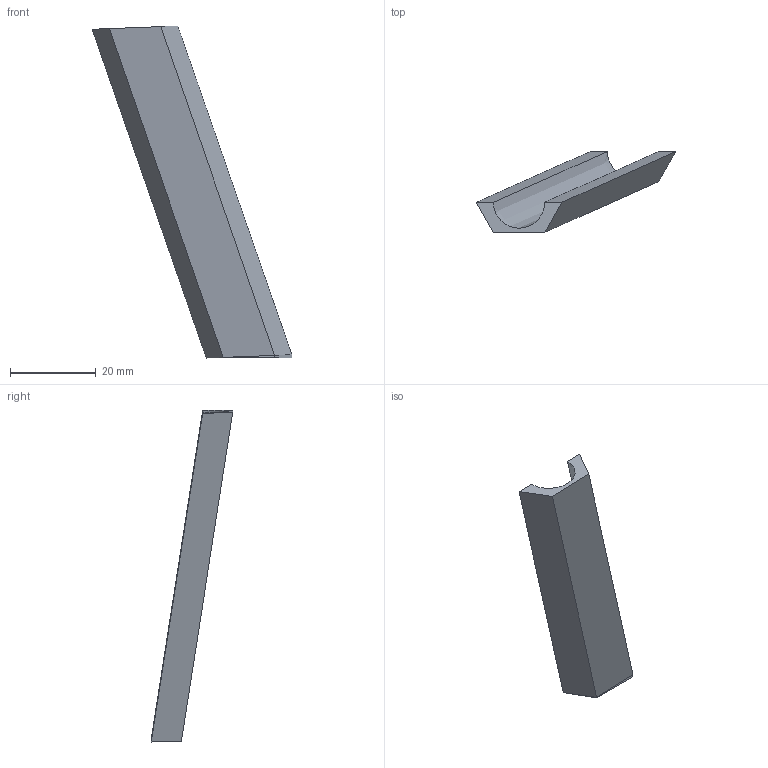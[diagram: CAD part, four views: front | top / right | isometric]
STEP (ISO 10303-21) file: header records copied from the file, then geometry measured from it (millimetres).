
FILE_DESCRIPTION( ( '' ), ' ' );
FILE_NAME( '5ae7d6b30d08e30f9e09cb9e.step', '2018-05-01T02:53:40', ( '' ), ( '' ), ' ', ' ', ' ' );
FILE_SCHEMA( ( 'AUTOMOTIVE_DESIGN { 1 0 10303 214 1 1 1 1 }' ) );
Length unit declared in the file: metre
Products named in the file (1): Part 12
Bounding box: 46.58 x 19 x 77.5 mm (x, y, z)
Volume: 4332.8 mm3; surface area: 4513.9 mm2
Topology: 1 solids, 1 shells, 14 faces, 29 edges, 17 vertices
Faces by surface type: plane 12, extrusion 1, bspline 1
Entity records: 689 total; most frequent: CARTESIAN_POINT 278, ORIENTED_EDGE 58, DIRECTION 51, EDGE_CURVE 29, VECTOR 25, LINE 24, VERTEX_POINT 17, STYLED_ITEM 14
